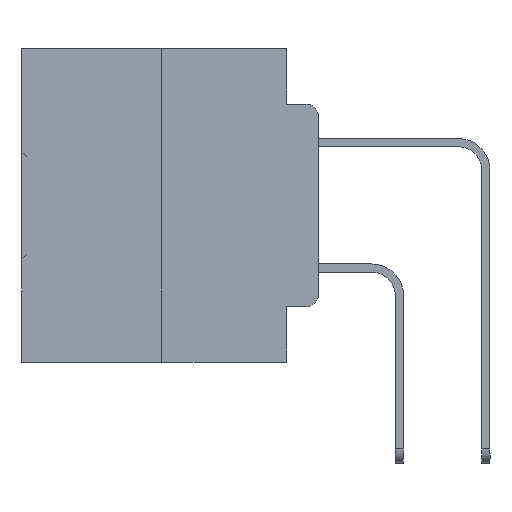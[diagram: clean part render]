
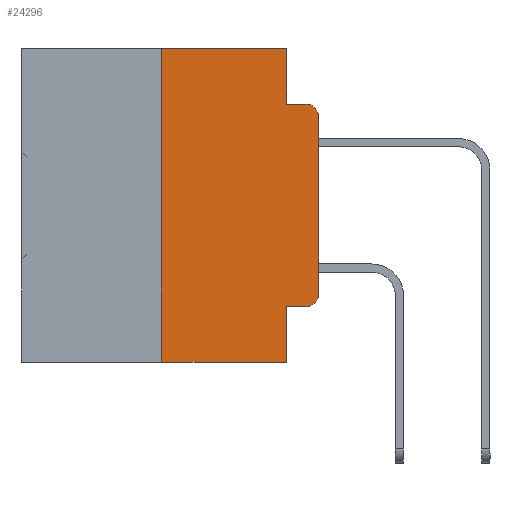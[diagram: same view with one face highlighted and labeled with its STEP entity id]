
A CAD part, left-side view. The second image highlights one B-rep face of the part: STEP entity #24296.
In plain terms, the highlighted planar face has unit normal (-1, 0, 0).
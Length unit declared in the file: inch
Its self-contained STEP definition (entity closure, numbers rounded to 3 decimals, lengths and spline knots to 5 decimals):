
#176 = CARTESIAN_POINT ( 'NONE',  ( 0., 0.051, -0.0885 ) ) ;
#281 = VECTOR ( 'NONE', #26009, 39.37008 ) ;
#715 = DIRECTION ( 'NONE',  ( 0., 0., 1. ) ) ;
#872 = EDGE_CURVE ( 'NONE', #13568, #12195, #28526, .T. ) ;
#928 = LINE ( 'NONE', #36231, #36871 ) ;
#1253 = EDGE_CURVE ( 'NONE', #16039, #25829, #3864, .T. ) ;
#2451 = CIRCLE ( 'NONE', #8517, 0.02 ) ;
#2510 = CARTESIAN_POINT ( 'NONE',  ( 0., 0.051, -0.4115 ) ) ;
#2639 = VERTEX_POINT ( 'NONE', #2510 ) ;
#2695 = CARTESIAN_POINT ( 'NONE',  ( 0., 0.051, -0.0885 ) ) ;
#2696 = EDGE_CURVE ( 'NONE', #12195, #30716, #28843, .T. ) ;
#3257 = ORIENTED_EDGE ( 'NONE', *, *, #10399, .F. ) ;
#3339 = CARTESIAN_POINT ( 'NONE',  ( 0., 0.02, -0.1085 ) ) ;
#3777 = VECTOR ( 'NONE', #715, 39.37008 ) ;
#3864 = LINE ( 'NONE', #15527, #27763 ) ;
#4122 = PLANE ( 'NONE',  #11868 ) ;
#4198 = ORIENTED_EDGE ( 'NONE', *, *, #2696, .F. ) ;
#4557 = DIRECTION ( 'NONE',  ( 0., -1., 0. ) ) ;
#5087 = ORIENTED_EDGE ( 'NONE', *, *, #28189, .T. ) ;
#5630 = LINE ( 'NONE', #37310, #31720 ) ;
#6357 = VECTOR ( 'NONE', #10588, 39.37008 ) ;
#6490 = CARTESIAN_POINT ( 'NONE',  ( 0., 0.25, 0. ) ) ;
#6650 = AXIS2_PLACEMENT_3D ( 'NONE', #17994, #18184, #26788 ) ;
#8517 = AXIS2_PLACEMENT_3D ( 'NONE', #3339, #21102, #15191 ) ;
#9656 = EDGE_CURVE ( 'NONE', #34291, #13881, #24360, .T. ) ;
#10323 = ORIENTED_EDGE ( 'NONE', *, *, #872, .F. ) ;
#10399 = EDGE_CURVE ( 'NONE', #2639, #25829, #5630, .T. ) ;
#10532 = EDGE_CURVE ( 'NONE', #15977, #30716, #2451, .T. ) ;
#10588 = DIRECTION ( 'NONE',  ( 0., 0., 1. ) ) ;
#11862 = ORIENTED_EDGE ( 'NONE', *, *, #1253, .T. ) ;
#11868 = AXIS2_PLACEMENT_3D ( 'NONE', #16155, #16713, #19211 ) ;
#12183 = ORIENTED_EDGE ( 'NONE', *, *, #23768, .T. ) ;
#12195 = VERTEX_POINT ( 'NONE', #176 ) ;
#13123 = LINE ( 'NONE', #26886, #3777 ) ;
#13463 = CARTESIAN_POINT ( 'NONE',  ( 0., 0., 0. ) ) ;
#13568 = VERTEX_POINT ( 'NONE', #22805 ) ;
#13881 = VERTEX_POINT ( 'NONE', #19292 ) ;
#14083 = EDGE_CURVE ( 'NONE', #16039, #31505, #13123, .T. ) ;
#15191 = DIRECTION ( 'NONE',  ( 0., 0., -1. ) ) ;
#15527 = CARTESIAN_POINT ( 'NONE',  ( 0., 0.473, -0.5 ) ) ;
#15977 = VERTEX_POINT ( 'NONE', #29494 ) ;
#16039 = VERTEX_POINT ( 'NONE', #23794 ) ;
#16155 = CARTESIAN_POINT ( 'NONE',  ( 0., 0.473, 0. ) ) ;
#16713 = DIRECTION ( 'NONE',  ( 1., 0., 0. ) ) ;
#16923 = DIRECTION ( 'NONE',  ( 0., 0., -1. ) ) ;
#17943 = DIRECTION ( 'NONE',  ( 0., -1., 0. ) ) ;
#17994 = CARTESIAN_POINT ( 'NONE',  ( 0., 0.02, -0.3915 ) ) ;
#18184 = DIRECTION ( 'NONE',  ( -1., 0., 0. ) ) ;
#18323 = LINE ( 'NONE', #27294, #36415 ) ;
#19138 = ORIENTED_EDGE ( 'NONE', *, *, #10532, .T. ) ;
#19211 = DIRECTION ( 'NONE',  ( 0., 0., -1. ) ) ;
#19292 = CARTESIAN_POINT ( 'NONE',  ( 0., 0., -0.3915 ) ) ;
#19935 = CARTESIAN_POINT ( 'NONE',  ( 0., 0.051, 0. ) ) ;
#20007 = CARTESIAN_POINT ( 'NONE',  ( 0., 0.051, -0.5 ) ) ;
#20112 = DIRECTION ( 'NONE',  ( 0., 0., -1. ) ) ;
#21102 = DIRECTION ( 'NONE',  ( -1., 0., 0. ) ) ;
#21839 = CARTESIAN_POINT ( 'NONE',  ( 0., 0.02, -0.4115 ) ) ;
#22736 = EDGE_LOOP ( 'NONE', ( #12183, #19138, #4198, #10323, #24812, #35647, #11862, #3257, #5087, #32151 ) ) ;
#22805 = CARTESIAN_POINT ( 'NONE',  ( 0., 0.051, 0. ) ) ;
#23768 = EDGE_CURVE ( 'NONE', #13881, #15977, #27993, .T. ) ;
#23794 = CARTESIAN_POINT ( 'NONE',  ( 0., 0.25, -0.5 ) ) ;
#24296 = ADVANCED_FACE ( 'NONE', ( #30258 ), #4122, .F. ) ;
#24360 = CIRCLE ( 'NONE', #6650, 0.02 ) ;
#24812 = ORIENTED_EDGE ( 'NONE', *, *, #36801, .F. ) ;
#25829 = VERTEX_POINT ( 'NONE', #20007 ) ;
#26009 = DIRECTION ( 'NONE',  ( 0., -1., 0. ) ) ;
#26788 = DIRECTION ( 'NONE',  ( 0., 0., -1. ) ) ;
#26886 = CARTESIAN_POINT ( 'NONE',  ( 0., 0.25, 0. ) ) ;
#27294 = CARTESIAN_POINT ( 'NONE',  ( 0., 0.051, -0.4115 ) ) ;
#27763 = VECTOR ( 'NONE', #36504, 39.37008 ) ;
#27993 = LINE ( 'NONE', #13463, #6357 ) ;
#28189 = EDGE_CURVE ( 'NONE', #2639, #34291, #18323, .T. ) ;
#28526 = LINE ( 'NONE', #19935, #33828 ) ;
#28843 = LINE ( 'NONE', #2695, #281 ) ;
#28914 = CARTESIAN_POINT ( 'NONE',  ( 0., 0.02, -0.0885 ) ) ;
#29494 = CARTESIAN_POINT ( 'NONE',  ( 0., 0., -0.1085 ) ) ;
#30258 = FACE_OUTER_BOUND ( 'NONE', #22736, .T. ) ;
#30716 = VERTEX_POINT ( 'NONE', #28914 ) ;
#31505 = VERTEX_POINT ( 'NONE', #6490 ) ;
#31720 = VECTOR ( 'NONE', #16923, 39.37008 ) ;
#32151 = ORIENTED_EDGE ( 'NONE', *, *, #9656, .T. ) ;
#33828 = VECTOR ( 'NONE', #20112, 39.37008 ) ;
#34291 = VERTEX_POINT ( 'NONE', #21839 ) ;
#35647 = ORIENTED_EDGE ( 'NONE', *, *, #14083, .F. ) ;
#36231 = CARTESIAN_POINT ( 'NONE',  ( 0., 0.473, 0. ) ) ;
#36415 = VECTOR ( 'NONE', #17943, 39.37008 ) ;
#36504 = DIRECTION ( 'NONE',  ( 0., -1., 0. ) ) ;
#36801 = EDGE_CURVE ( 'NONE', #31505, #13568, #928, .T. ) ;
#36871 = VECTOR ( 'NONE', #4557, 39.37008 ) ;
#37310 = CARTESIAN_POINT ( 'NONE',  ( 0., 0.051, 0. ) ) ;
